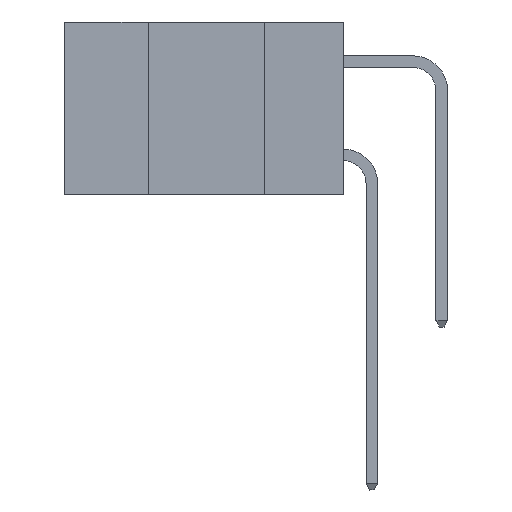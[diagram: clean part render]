
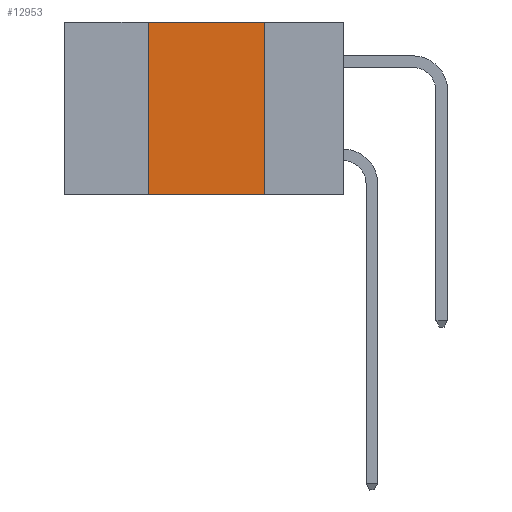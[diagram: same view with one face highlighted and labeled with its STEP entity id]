
A CAD part, left-side view. The second image highlights one B-rep face of the part: STEP entity #12953.
In plain terms, the highlighted planar face has unit normal (-1, 0, 0).
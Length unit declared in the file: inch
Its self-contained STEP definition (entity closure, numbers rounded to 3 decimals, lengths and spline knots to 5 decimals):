
#31 = EDGE_CURVE ( 'NONE', #16663, #19467, #20767, .T. ) ;
#592 = DIRECTION ( 'NONE',  ( 0., 0., -1. ) ) ;
#1249 = DIRECTION ( 'NONE',  ( 0., -1., 0. ) ) ;
#1420 = EDGE_CURVE ( 'NONE', #7881, #16663, #11068, .T. ) ;
#1525 = EDGE_LOOP ( 'NONE', ( #25057, #2708, #17584, #2860 ) ) ;
#2708 = ORIENTED_EDGE ( 'NONE', *, *, #1420, .F. ) ;
#2755 = EDGE_CURVE ( 'NONE', #10506, #7881, #7327, .T. ) ;
#2860 = ORIENTED_EDGE ( 'NONE', *, *, #8290, .T. ) ;
#3414 = LINE ( 'NONE', #22567, #13426 ) ;
#6529 = CARTESIAN_POINT ( 'NONE',  ( 0., 0.17, -0.37 ) ) ;
#7083 = CARTESIAN_POINT ( 'NONE',  ( 0., 0.42, -0.37 ) ) ;
#7327 = LINE ( 'NONE', #13519, #17041 ) ;
#7881 = VERTEX_POINT ( 'NONE', #17639 ) ;
#8290 = EDGE_CURVE ( 'NONE', #10506, #19467, #3414, .T. ) ;
#10506 = VERTEX_POINT ( 'NONE', #7083 ) ;
#10522 = VECTOR ( 'NONE', #16898, 39.37008 ) ;
#10702 = PLANE ( 'NONE',  #10730 ) ;
#10730 = AXIS2_PLACEMENT_3D ( 'NONE', #24110, #12665, #592 ) ;
#11068 = LINE ( 'NONE', #22586, #20691 ) ;
#11070 = DIRECTION ( 'NONE',  ( 0., -1., 0. ) ) ;
#12204 = DIRECTION ( 'NONE',  ( 0., 0., 1. ) ) ;
#12665 = DIRECTION ( 'NONE',  ( 1., 0., 0. ) ) ;
#12953 = ADVANCED_FACE ( 'NONE', ( #21683 ), #10702, .F. ) ;
#13426 = VECTOR ( 'NONE', #11070, 39.37008 ) ;
#13519 = CARTESIAN_POINT ( 'NONE',  ( 0., 0.42, -0.37 ) ) ;
#15508 = CARTESIAN_POINT ( 'NONE',  ( 0., 0.17, -0.37 ) ) ;
#16663 = VERTEX_POINT ( 'NONE', #18530 ) ;
#16898 = DIRECTION ( 'NONE',  ( 0., 0., -1. ) ) ;
#17041 = VECTOR ( 'NONE', #12204, 39.37008 ) ;
#17584 = ORIENTED_EDGE ( 'NONE', *, *, #2755, .F. ) ;
#17639 = CARTESIAN_POINT ( 'NONE',  ( 0., 0.42, 0. ) ) ;
#18530 = CARTESIAN_POINT ( 'NONE',  ( 0., 0.17, 0. ) ) ;
#19467 = VERTEX_POINT ( 'NONE', #15508 ) ;
#20691 = VECTOR ( 'NONE', #1249, 39.37008 ) ;
#20767 = LINE ( 'NONE', #6529, #10522 ) ;
#21683 = FACE_OUTER_BOUND ( 'NONE', #1525, .T. ) ;
#22567 = CARTESIAN_POINT ( 'NONE',  ( 0., 0.6, -0.37 ) ) ;
#22586 = CARTESIAN_POINT ( 'NONE',  ( 0., 0.6, 0. ) ) ;
#24110 = CARTESIAN_POINT ( 'NONE',  ( 0., 0.6, 0. ) ) ;
#25057 = ORIENTED_EDGE ( 'NONE', *, *, #31, .F. ) ;
